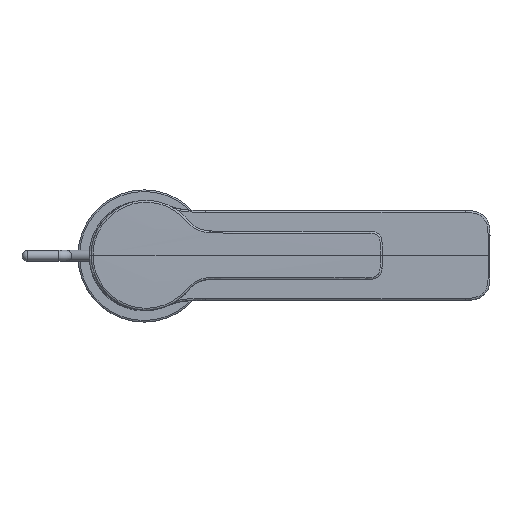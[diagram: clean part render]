
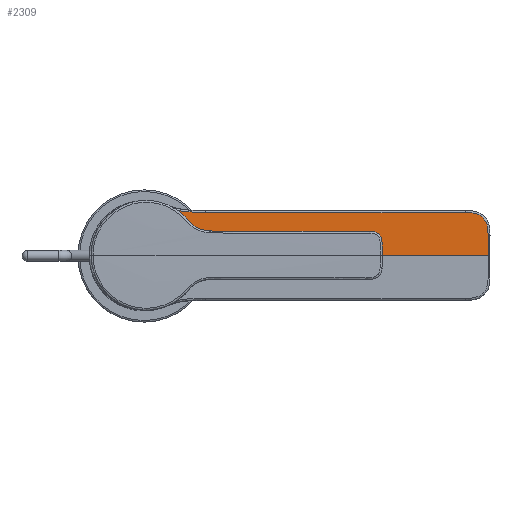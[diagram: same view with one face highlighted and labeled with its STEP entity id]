
A CAD part, top view. The second image highlights one B-rep face of the part: STEP entity #2309.
In plain terms, the highlighted planar face has unit normal (0, 0, 1).
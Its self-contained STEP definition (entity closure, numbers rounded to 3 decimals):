
#239=LINE('',#9477,#309);
#309=VECTOR('',#3510,1000.);
#904=ORIENTED_EDGE('',*,*,#1332,.T.);
#905=ORIENTED_EDGE('',*,*,#1345,.T.);
#906=ORIENTED_EDGE('',*,*,#1346,.F.);
#907=ORIENTED_EDGE('',*,*,#1344,.T.);
#908=ORIENTED_EDGE('',*,*,#1318,.T.);
#909=ORIENTED_EDGE('',*,*,#1321,.T.);
#1318=EDGE_CURVE('',#1611,#1612,#1801,.T.);
#1321=EDGE_CURVE('',#1612,#1614,#1804,.T.);
#1332=EDGE_CURVE('',#1614,#1620,#1815,.T.);
#1344=EDGE_CURVE('',#1627,#1611,#239,.F.);
#1345=EDGE_CURVE('',#1620,#1628,#1827,.T.);
#1346=EDGE_CURVE('',#1627,#1628,#1828,.F.);
#1611=VERTEX_POINT('',#8926);
#1612=VERTEX_POINT('',#8932);
#1614=VERTEX_POINT('',#8977);
#1620=VERTEX_POINT('',#9256);
#1627=VERTEX_POINT('',#9476);
#1628=VERTEX_POINT('',#9484);
#1801=B_SPLINE_CURVE_WITH_KNOTS('',3,(#8933,#8934,#8935,#8936,#8937,#8938,
#8939,#8940,#8941,#8942,#8943,#8944,#8945,#8946,#8947,#8948,#8949,#8950,
#8951,#8952,#8953,#8954,#8955,#8956,#8957,#8958,#8959,#8960,#8961,#8962,
#8963,#8964,#8965),.UNSPECIFIED.,.F.,.F.,(4,1,1,1,1,1,1,1,1,1,1,1,1,1,1,
1,1,1,1,1,1,1,1,1,1,1,1,1,1,1,4),(0.,0.031,0.047,0.063,0.078,0.094,
0.125,0.156,0.188,0.219,0.25,0.281,0.313,0.375,0.438,0.5,0.563,
0.625,0.688,0.719,0.75,0.781,0.813,0.844,0.875,0.906,0.922,
0.938,0.953,0.969,1.),.UNSPECIFIED.);
#1804=B_SPLINE_CURVE_WITH_KNOTS('',3,(#8978,#8979,#8980,#8981),
 .UNSPECIFIED.,.F.,.F.,(4,4),(0.,1.),.UNSPECIFIED.);
#1815=B_SPLINE_CURVE_WITH_KNOTS('',3,(#9257,#9258,#9259,#9260,#9261,#9262,
#9263,#9264,#9265,#9266,#9267,#9268,#9269,#9270,#9271,#9272,#9273,#9274,
#9275,#9276,#9277,#9278,#9279,#9280,#9281,#9282,#9283,#9284,#9285,#9286,
#9287,#9288,#9289,#9290,#9291,#9292,#9293,#9294,#9295,#9296,#9297,#9298,
#9299),.UNSPECIFIED.,.F.,.F.,(4,1,1,1,1,1,1,1,1,1,1,1,1,1,1,1,1,1,1,1,1,
1,1,1,1,1,1,1,1,1,1,1,1,1,1,1,1,1,1,1,4),(0.,0.031,0.063,0.094,0.109,
0.117,0.125,0.133,0.141,0.156,0.188,0.219,0.25,0.281,
0.313,0.344,0.375,0.406,0.438,0.5,0.563,0.625,0.688,0.719,0.75,
0.781,0.813,0.844,0.859,0.875,0.883,0.891,0.906,0.914,
0.922,0.93,0.938,0.945,0.953,0.969,1.),.UNSPECIFIED.);
#1827=B_SPLINE_CURVE_WITH_KNOTS('',3,(#9479,#9480,#9481,#9482,#9483),
 .UNSPECIFIED.,.F.,.F.,(4,1,4),(0.,0.5,1.),.UNSPECIFIED.);
#1828=B_SPLINE_CURVE_WITH_KNOTS('',3,(#9485,#9486,#9487,#9488),
 .UNSPECIFIED.,.F.,.F.,(4,4),(33.579,125.79),
 .UNSPECIFIED.);
#2004=EDGE_LOOP('',(#904,#905,#906,#907,#908,#909));
#2152=FACE_BOUND('',#2004,.T.);
#2194=PLANE('',#3116);
#2309=ADVANCED_FACE('',(#2152),#2194,.T.);
#3116=AXIS2_PLACEMENT_3D('',#9478,#3511,#3512);
#3510=DIRECTION('',(0.,-1.,0.));
#3511=DIRECTION('',(0.,0.,1.));
#3512=DIRECTION('',(0.,1.,0.));
#8926=CARTESIAN_POINT('',(-87.658,7.341,118.399));
#8932=CARTESIAN_POINT('',(-95.958,15.641,118.399));
#8933=CARTESIAN_POINT('',(-87.658,7.341,118.399));
#8934=CARTESIAN_POINT('',(-87.658,7.516,118.399));
#8935=CARTESIAN_POINT('',(-87.659,7.751,118.399));
#8936=CARTESIAN_POINT('',(-87.662,8.025,118.399));
#8937=CARTESIAN_POINT('',(-87.663,8.172,118.399));
#8938=CARTESIAN_POINT('',(-87.669,8.421,118.399));
#8939=CARTESIAN_POINT('',(-87.678,8.704,118.399));
#8940=CARTESIAN_POINT('',(-87.692,9.016,118.399));
#8941=CARTESIAN_POINT('',(-87.726,9.475,118.399));
#8942=CARTESIAN_POINT('',(-87.768,9.854,118.399));
#8943=CARTESIAN_POINT('',(-87.836,10.303,118.399));
#8944=CARTESIAN_POINT('',(-87.912,10.689,118.399));
#8945=CARTESIAN_POINT('',(-88.029,11.152,118.399));
#8946=CARTESIAN_POINT('',(-88.207,11.709,118.399));
#8947=CARTESIAN_POINT('',(-88.471,12.343,118.399));
#8948=CARTESIAN_POINT('',(-88.931,13.11,118.399));
#8949=CARTESIAN_POINT('',(-89.485,13.765,118.399));
#8950=CARTESIAN_POINT('',(-90.131,14.326,118.399));
#8951=CARTESIAN_POINT('',(-90.889,14.794,118.399));
#8952=CARTESIAN_POINT('',(-91.527,15.069,118.399));
#8953=CARTESIAN_POINT('',(-92.083,15.253,118.399));
#8954=CARTESIAN_POINT('',(-92.553,15.375,118.399));
#8955=CARTESIAN_POINT('',(-92.918,15.449,118.399));
#8956=CARTESIAN_POINT('',(-93.343,15.518,118.399));
#8957=CARTESIAN_POINT('',(-93.772,15.568,118.399));
#8958=CARTESIAN_POINT('',(-94.263,15.607,118.399));
#8959=CARTESIAN_POINT('',(-94.575,15.621,118.399));
#8960=CARTESIAN_POINT('',(-94.864,15.631,118.399));
#8961=CARTESIAN_POINT('',(-95.121,15.636,118.399));
#8962=CARTESIAN_POINT('',(-95.265,15.638,118.399));
#8963=CARTESIAN_POINT('',(-95.542,15.641,118.399));
#8964=CARTESIAN_POINT('',(-95.779,15.641,118.399));
#8965=CARTESIAN_POINT('',(-95.958,15.641,118.399));
#8977=CARTESIAN_POINT('',(-190.623,15.641,118.399));
#8978=CARTESIAN_POINT('',(-95.958,15.641,118.399));
#8979=CARTESIAN_POINT('',(-127.513,15.641,118.399));
#8980=CARTESIAN_POINT('',(-159.068,15.641,118.399));
#8981=CARTESIAN_POINT('',(-190.623,15.641,118.399));
#9256=CARTESIAN_POINT('',(-206.782,18.285,118.399));
#9257=CARTESIAN_POINT('',(-190.623,15.641,118.399));
#9258=CARTESIAN_POINT('',(-190.876,15.641,118.399));
#9259=CARTESIAN_POINT('',(-191.344,15.641,118.399));
#9260=CARTESIAN_POINT('',(-191.931,15.642,118.399));
#9261=CARTESIAN_POINT('',(-192.329,15.643,118.399));
#9262=CARTESIAN_POINT('',(-192.551,15.644,118.399));
#9263=CARTESIAN_POINT('',(-192.675,15.645,118.399));
#9264=CARTESIAN_POINT('',(-192.727,15.645,118.399));
#9265=CARTESIAN_POINT('',(-192.902,15.647,118.399));
#9266=CARTESIAN_POINT('',(-193.088,15.648,118.399));
#9267=CARTESIAN_POINT('',(-193.428,15.652,118.399));
#9268=CARTESIAN_POINT('',(-193.878,15.659,118.399));
#9269=CARTESIAN_POINT('',(-194.401,15.671,118.399));
#9270=CARTESIAN_POINT('',(-194.842,15.684,118.399));
#9271=CARTESIAN_POINT('',(-195.421,15.706,118.399));
#9272=CARTESIAN_POINT('',(-195.938,15.732,118.399));
#9273=CARTESIAN_POINT('',(-196.454,15.765,118.399));
#9274=CARTESIAN_POINT('',(-196.922,15.799,118.399));
#9275=CARTESIAN_POINT('',(-197.468,15.848,118.399));
#9276=CARTESIAN_POINT('',(-198.154,15.92,118.399));
#9277=CARTESIAN_POINT('',(-198.964,16.024,118.399));
#9278=CARTESIAN_POINT('',(-200.024,16.2,118.399));
#9279=CARTESIAN_POINT('',(-201.02,16.406,118.399));
#9280=CARTESIAN_POINT('',(-201.839,16.61,118.399));
#9281=CARTESIAN_POINT('',(-202.493,16.793,118.399));
#9282=CARTESIAN_POINT('',(-203.022,16.952,118.399));
#9283=CARTESIAN_POINT('',(-203.414,17.078,118.399));
#9284=CARTESIAN_POINT('',(-203.879,17.234,118.399));
#9285=CARTESIAN_POINT('',(-204.29,17.378,118.399));
#9286=CARTESIAN_POINT('',(-204.618,17.495,118.399));
#9287=CARTESIAN_POINT('',(-204.871,17.588,118.399));
#9288=CARTESIAN_POINT('',(-204.982,17.629,118.399));
#9289=CARTESIAN_POINT('',(-205.136,17.686,118.399));
#9290=CARTESIAN_POINT('',(-205.289,17.743,118.399));
#9291=CARTESIAN_POINT('',(-205.537,17.835,118.399));
#9292=CARTESIAN_POINT('',(-205.665,17.883,118.399));
#9293=CARTESIAN_POINT('',(-205.776,17.924,118.399));
#9294=CARTESIAN_POINT('',(-205.804,17.935,118.399));
#9295=CARTESIAN_POINT('',(-205.979,17.999,118.399));
#9296=CARTESIAN_POINT('',(-206.149,18.062,118.399));
#9297=CARTESIAN_POINT('',(-206.449,18.17,118.399));
#9298=CARTESIAN_POINT('',(-206.658,18.243,118.399));
#9299=CARTESIAN_POINT('',(-206.782,18.285,118.399));
#9476=CARTESIAN_POINT('',(-87.658,0.,118.399));
#9477=CARTESIAN_POINT('',(-87.658,5.858,118.399));
#9478=CARTESIAN_POINT('',(-79.904,-0.001,118.399));
#9479=CARTESIAN_POINT('',(-206.782,18.285,118.399));
#9480=CARTESIAN_POINT('',(-202.98,17.001,118.399));
#9481=CARTESIAN_POINT('',(-196.238,11.999,118.399));
#9482=CARTESIAN_POINT('',(-193.659,4.013,118.399));
#9483=CARTESIAN_POINT('',(-193.659,-0.001,118.399));
#9484=CARTESIAN_POINT('',(-193.659,-0.001,118.399));
#9485=CARTESIAN_POINT('',(-193.659,-0.001,118.399));
#9486=CARTESIAN_POINT('',(-158.325,-0.001,118.399));
#9487=CARTESIAN_POINT('',(-122.992,-0.001,118.399));
#9488=CARTESIAN_POINT('',(-87.658,-0.001,118.399));
